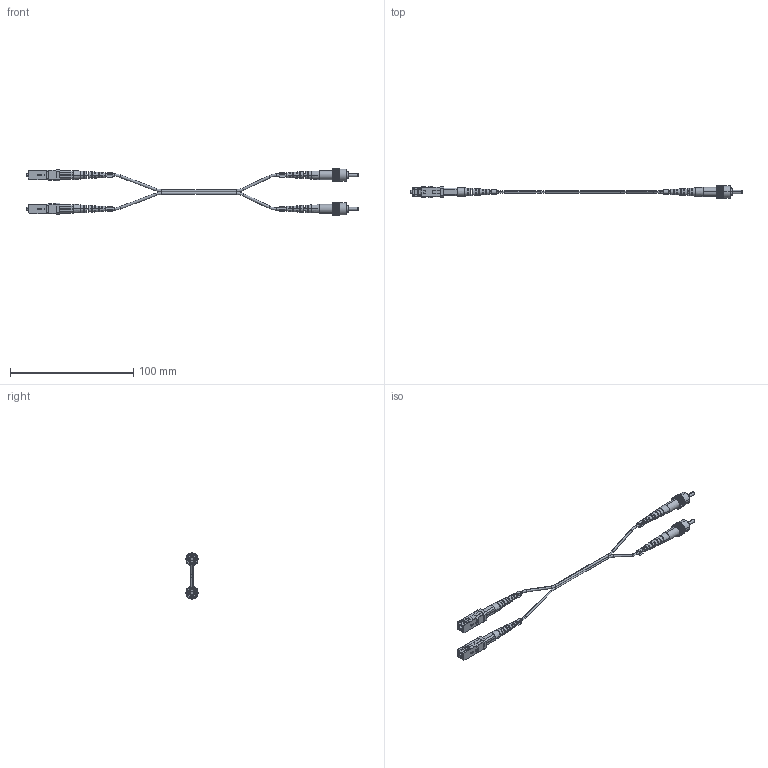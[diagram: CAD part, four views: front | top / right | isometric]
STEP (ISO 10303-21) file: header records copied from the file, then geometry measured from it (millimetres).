
FILE_DESCRIPTION (( 'STEP AP214' ), '1' );
FILE_NAME ('FCA-SATU-DPS2Z.step', '2021-09-01T12:46:47', ( '' ), ( '' ), 'SwSTEP 2.0', 'SolidWorks 2021', '' );
FILE_SCHEMA (( 'AUTOMOTIVE_DESIGN' ));
Length unit declared in the file: inch
Products named in the file (13): CONN-95-200-08-BP3B MA2; CONN-95-200-08-BP3B MA4; LBL-C3P-B; 1AF04-011-MA1; 1AF05-007-MA3; 1AF05-007-MA2; 1AF05-007; 1AF05-007-MA1; 1AF04-011; LBL-C3P-A; CONN-95-200-08-BP3B MA3; FCA-FCFC-DPS1Z-ma1_YELLOW; FCA-SATU-DPS2Z
Assembly tree (16 placements, depth 3):
  FCA-SATU-DPS2Z
    FCA-FCFC-DPS1Z-ma1_YELLOW
    1AF04-011  x2
      CONN-95-200-08-BP3B MA2
      1AF04-011-MA1
      CONN-95-200-08-BP3B MA4
      CONN-95-200-08-BP3B MA3
    1AF05-007  x2
      1AF05-007-MA1
      1AF05-007-MA3
      1AF05-007-MA2
    LBL-C3P-A  x2
    LBL-C3P-B  x2
Bounding box: 269.29 x 10.3 x 37.7 mm (x, y, z)
Volume: 7619.5 mm3; surface area: 16158.5 mm2
Topology: 20 solids, 20 shells, 1056 faces, 3018 edges, 1980 vertices
Faces by surface type: plane 854, cylinder 124, cone 36, torus 24, bspline 18
Entity records: 21627 total; most frequent: CARTESIAN_POINT 4387, ORIENTED_EDGE 3094, DIRECTION 2888, EDGE_CURVE 1547, VECTOR 1032, LINE 1032, VERTEX_POINT 1010, AXIS2_PLACEMENT_3D 928
